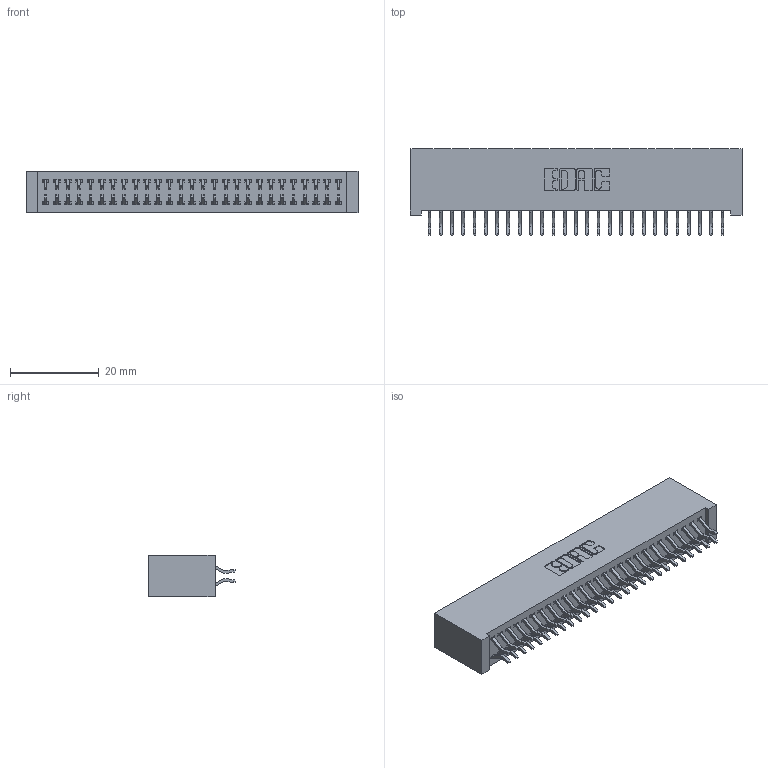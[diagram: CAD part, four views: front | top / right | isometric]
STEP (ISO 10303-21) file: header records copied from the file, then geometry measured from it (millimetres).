
FILE_DESCRIPTION (( 'STEP AP203' ), '1' );
FILE_NAME ('342-054-556-201.STEP', '2019-10-03T03:30:51', ( '' ), ( '' ), 'SwSTEP 2.0', 'SolidWorks 2016', '' );
FILE_SCHEMA (( 'CONFIG_CONTROL_DESIGN' ));
Length unit declared in the file: inch
Products named in the file (3): 342 Part_Lugless; 345-292-001_556 Tail; 342-054-556-201
Assembly tree (55 placements, depth 2):
  342-054-556-201
    342 Part_Lugless
    345-292-001_556 Tail  x54
Bounding box: 74.83 x 19.58 x 9.4 mm (x, y, z)
Volume: 7090.5 mm3; surface area: 11565.7 mm2
Topology: 55 solids, 55 shells, 3234 faces, 9617 edges, 6338 vertices
Faces by surface type: plane 2222, cylinder 1012
Entity records: 19121 total; most frequent: CARTESIAN_POINT 3198, ORIENTED_EDGE 3122, DIRECTION 2741, EDGE_CURVE 1561, LINE 1433, VECTOR 1433, VERTEX_POINT 1038, AXIS2_PLACEMENT_3D 654
